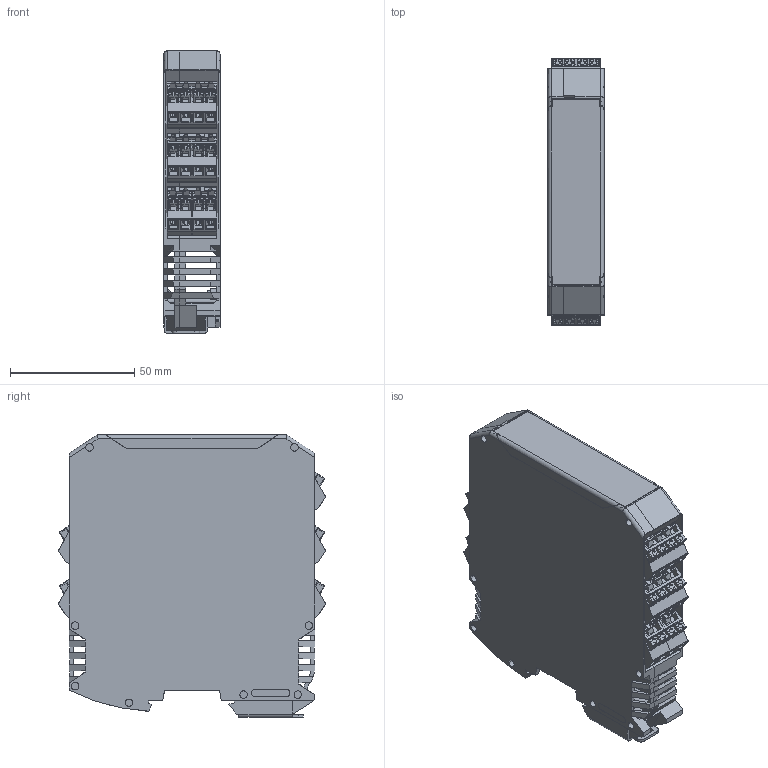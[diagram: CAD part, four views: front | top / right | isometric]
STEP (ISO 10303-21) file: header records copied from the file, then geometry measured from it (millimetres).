
FILE_DESCRIPTION(/* description */ ('Alibre Inc.'),/* implementation_level */ '2;1');
FILE_NAME(/* name */ 'export0',/* time_stamp */ '2017-10-11T07:50:38+02:00',/* author */ (''),/* organization */ (''),/* preprocessor_version */ 'ST-DEVELOPER v14',/* originating_system */ 'Alibre',/* authorisation */ '');
FILE_SCHEMA (('AUTOMOTIVE_DESIGN'));
Length unit declared in the file: millimetre
Products named in the file (15): ID_1
Bounding box: 22.6 x 107.75 x 113.7 mm (x, y, z)
Volume: 74968.6 mm3; surface area: 100509.7 mm2
Topology: 32 solids, 32 shells, 9253 faces, 25282 edges, 16393 vertices
Faces by surface type: plane 7329, cylinder 1670, cone 90, torus 84, sphere 80
Full cylindrical faces by diameter (mm): 2.08 x12, 2.1 x32, 4.98 x1, 5 x3
Entity records: 135619 total; most frequent: CARTESIAN_POINT 25473, ORIENTED_EDGE 24410, DIRECTION 18330, EDGE_CURVE 12202, VECTOR 10295, LINE 10295, VERTEX_POINT 7997, AXIS2_PLACEMENT_3D 5717
